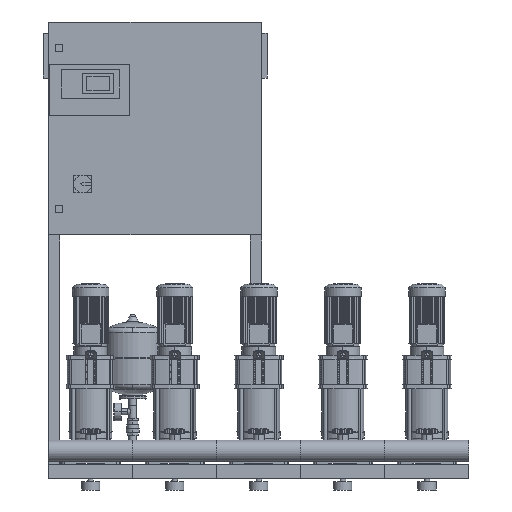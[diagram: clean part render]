
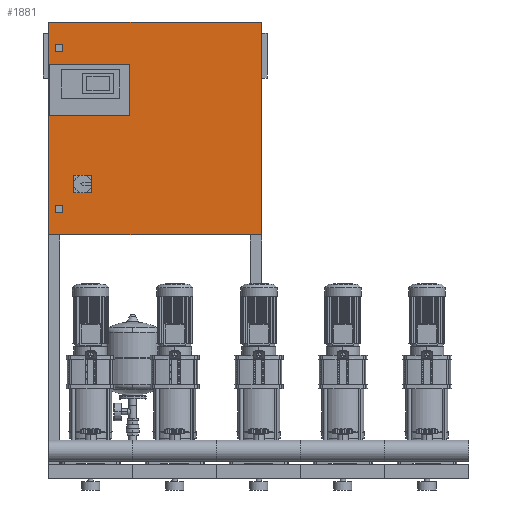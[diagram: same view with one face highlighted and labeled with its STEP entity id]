
A CAD part, front view. The second image highlights one B-rep face of the part: STEP entity #1881.
In plain terms, the highlighted planar face has unit normal (0, -1, 0).
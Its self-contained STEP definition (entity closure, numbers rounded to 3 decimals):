
#482=CARTESIAN_POINT('',(760.0,-180.0,1670.0));
#483=VERTEX_POINT('',#482);
#490=CARTESIAN_POINT('',(760.0,-180.,910.0));
#491=VERTEX_POINT('',#490);
#492=CARTESIAN_POINT('',(760.0,-180.0,1670.0));
#493=DIRECTION('',(0.0,0.0,-1.0));
#494=VECTOR('',#493,760.0);
#495=LINE('',#492,#494);
#496=EDGE_CURVE('',#483,#491,#495,.T.);
#553=CARTESIAN_POINT('',(50.,-180.,1590.0));
#554=VERTEX_POINT('',#553);
#561=CARTESIAN_POINT('',(25.,-180.,1590.0));
#562=VERTEX_POINT('',#561);
#563=CARTESIAN_POINT('',(25.,-180.,1590.0));
#564=DIRECTION('',(1.0,0.0,0.0));
#565=VECTOR('',#564,25.0);
#566=LINE('',#563,#565);
#567=EDGE_CURVE('',#562,#554,#566,.T.);
#585=CARTESIAN_POINT('',(25.0,-180.,1565.0));
#586=VERTEX_POINT('',#585);
#587=CARTESIAN_POINT('',(25.0,-180.,1565.0));
#588=DIRECTION('',(0.0,0.0,1.0));
#589=VECTOR('',#588,25.0);
#590=LINE('',#587,#589);
#591=EDGE_CURVE('',#586,#562,#590,.T.);
#609=CARTESIAN_POINT('',(50.,-180.,1565.0));
#610=VERTEX_POINT('',#609);
#611=CARTESIAN_POINT('',(50.,-180.,1565.0));
#612=DIRECTION('',(-1.0,0.0,0.0));
#613=VECTOR('',#612,25.);
#614=LINE('',#611,#613);
#615=EDGE_CURVE('',#610,#586,#614,.T.);
#633=CARTESIAN_POINT('',(50.,-180.,1590.0));
#634=DIRECTION('',(0.0,0.0,-1.0));
#635=VECTOR('',#634,25.0);
#636=LINE('',#633,#635);
#637=EDGE_CURVE('',#554,#610,#636,.T.);
#658=CARTESIAN_POINT('',(50.,-180.,990.0));
#659=VERTEX_POINT('',#658);
#666=CARTESIAN_POINT('',(50.,-180.,1015.0));
#667=VERTEX_POINT('',#666);
#668=CARTESIAN_POINT('',(50.,-180.,1015.0));
#669=DIRECTION('',(0.0,0.0,-1.0));
#670=VECTOR('',#669,25.0);
#671=LINE('',#668,#670);
#672=EDGE_CURVE('',#667,#659,#671,.T.);
#696=CARTESIAN_POINT('',(25.,-180.,990.0));
#697=VERTEX_POINT('',#696);
#704=CARTESIAN_POINT('',(50.,-180.,990.0));
#705=DIRECTION('',(-1.0,0.0,0.0));
#706=VECTOR('',#705,25.);
#707=LINE('',#704,#706);
#708=EDGE_CURVE('',#659,#697,#707,.T.);
#727=CARTESIAN_POINT('',(25.,-180.,1015.0));
#728=VERTEX_POINT('',#727);
#735=CARTESIAN_POINT('',(25.,-180.,990.0));
#736=DIRECTION('',(0.0,0.0,1.0));
#737=VECTOR('',#736,25.0);
#738=LINE('',#735,#737);
#739=EDGE_CURVE('',#697,#728,#738,.T.);
#757=CARTESIAN_POINT('',(25.,-180.,1015.0));
#758=DIRECTION('',(1.0,0.0,0.0));
#759=VECTOR('',#758,25.);
#760=LINE('',#757,#759);
#761=EDGE_CURVE('',#728,#667,#760,.T.);
#1181=CARTESIAN_POINT('',(2.0,-180.,1520.0));
#1182=VERTEX_POINT('',#1181);
#1189=CARTESIAN_POINT('',(2.0,-180.,1335.0));
#1190=VERTEX_POINT('',#1189);
#1191=CARTESIAN_POINT('',(2.0,-180.,1335.0));
#1192=DIRECTION('',(0.0,0.0,1.0));
#1193=VECTOR('',#1192,185.0);
#1194=LINE('',#1191,#1193);
#1195=EDGE_CURVE('',#1190,#1182,#1194,.T.);
#1220=CARTESIAN_POINT('',(288.,-180.,1335.0));
#1221=VERTEX_POINT('',#1220);
#1222=CARTESIAN_POINT('',(288.,-180.,1335.0));
#1223=DIRECTION('',(-1.0,0.0,0.0));
#1224=VECTOR('',#1223,286.);
#1225=LINE('',#1222,#1224);
#1226=EDGE_CURVE('',#1221,#1190,#1225,.T.);
#1251=CARTESIAN_POINT('',(288.0,-180.,1520.0));
#1252=VERTEX_POINT('',#1251);
#1253=CARTESIAN_POINT('',(288.0,-180.,1520.0));
#1254=DIRECTION('',(0.0,0.0,-1.0));
#1255=VECTOR('',#1254,185.0);
#1256=LINE('',#1253,#1255);
#1257=EDGE_CURVE('',#1252,#1221,#1256,.T.);
#1280=CARTESIAN_POINT('',(2.0,-180.,1520.0));
#1281=DIRECTION('',(1.0,0.0,0.0));
#1282=VECTOR('',#1281,286.0);
#1283=LINE('',#1280,#1282);
#1284=EDGE_CURVE('',#1182,#1252,#1283,.T.);
#1686=CARTESIAN_POINT('',(0.,-180.,910.0));
#1687=VERTEX_POINT('',#1686);
#1694=CARTESIAN_POINT('',(0.,-180.0,1670.0));
#1695=VERTEX_POINT('',#1694);
#1696=CARTESIAN_POINT('',(0.,-180.,910.0));
#1697=DIRECTION('',(0.0,0.0,1.0));
#1698=VECTOR('',#1697,760.0);
#1699=LINE('',#1696,#1698);
#1700=EDGE_CURVE('',#1687,#1695,#1699,.T.);
#1835=CARTESIAN_POINT('',(760.0,-180.,910.0));
#1836=DIRECTION('',(-1.0,0.0,0.0));
#1837=VECTOR('',#1836,760.);
#1838=LINE('',#1835,#1837);
#1839=EDGE_CURVE('',#491,#1687,#1838,.T.);
#1847=CARTESIAN_POINT('',(460.,-180.,1290.0));
#1848=DIRECTION('',(0.0,-1.0,0.0));
#1849=DIRECTION('',(1.0,0.0,0.0));
#1850=AXIS2_PLACEMENT_3D('',#1847,#1848,#1849);
#1851=PLANE('',#1850);
#1852=CARTESIAN_POINT('',(0.,-180.0,1670.0));
#1853=DIRECTION('',(1.0,0.0,0.0));
#1854=VECTOR('',#1853,760.0);
#1855=LINE('',#1852,#1854);
#1856=EDGE_CURVE('',#1695,#483,#1855,.T.);
#1857=ORIENTED_EDGE('',*,*,#1856,.F.);
#1858=ORIENTED_EDGE('',*,*,#1700,.F.);
#1859=ORIENTED_EDGE('',*,*,#1839,.F.);
#1860=ORIENTED_EDGE('',*,*,#496,.F.);
#1861=EDGE_LOOP('',(#1857,#1858,#1859,#1860));
#1862=FACE_OUTER_BOUND('',#1861,.T.);
#1863=ORIENTED_EDGE('',*,*,#567,.T.);
#1864=ORIENTED_EDGE('',*,*,#637,.T.);
#1865=ORIENTED_EDGE('',*,*,#615,.T.);
#1866=ORIENTED_EDGE('',*,*,#591,.T.);
#1867=EDGE_LOOP('',(#1863,#1864,#1865,#1866));
#1868=FACE_BOUND('',#1867,.T.);
#1869=ORIENTED_EDGE('',*,*,#672,.T.);
#1870=ORIENTED_EDGE('',*,*,#708,.T.);
#1871=ORIENTED_EDGE('',*,*,#739,.T.);
#1872=ORIENTED_EDGE('',*,*,#761,.T.);
#1873=EDGE_LOOP('',(#1869,#1870,#1871,#1872));
#1874=FACE_BOUND('',#1873,.T.);
#1875=ORIENTED_EDGE('',*,*,#1195,.T.);
#1876=ORIENTED_EDGE('',*,*,#1284,.T.);
#1877=ORIENTED_EDGE('',*,*,#1257,.T.);
#1878=ORIENTED_EDGE('',*,*,#1226,.T.);
#1879=EDGE_LOOP('',(#1875,#1876,#1877,#1878));
#1880=FACE_BOUND('',#1879,.T.);
#1881=ADVANCED_FACE('',(#1862,#1868,#1874,#1880),#1851,.T.);
